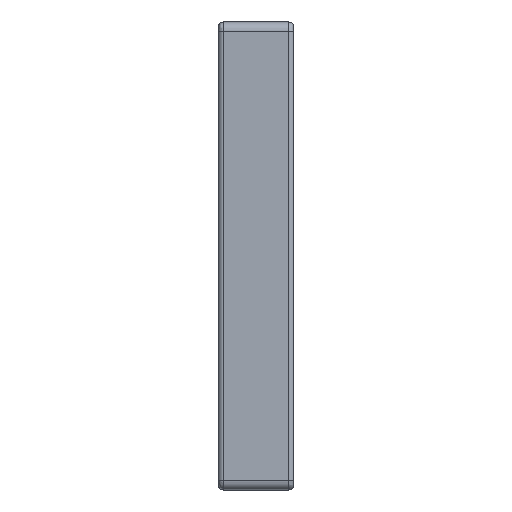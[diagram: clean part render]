
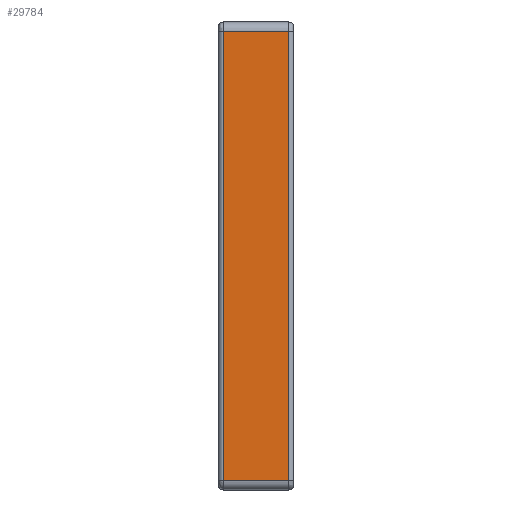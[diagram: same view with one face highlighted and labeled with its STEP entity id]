
A CAD part, left-side view. The second image highlights one B-rep face of the part: STEP entity #29784.
In plain terms, the highlighted free-form (B-spline) face has degree [1, 1] with [2, 2] control points.
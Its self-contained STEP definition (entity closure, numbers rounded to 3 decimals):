
#29784 = ADVANCED_FACE('',(#29785),#29815,.T.);
#29785 = FACE_BOUND('',#29786,.T.);
#29786 = EDGE_LOOP('',(#29787,#29796,#29803,#29810));
#29787 = ORIENTED_EDGE('',*,*,#29788,.F.);
#29788 = EDGE_CURVE('',#29789,#29791,#29793,.T.);
#29789 = VERTEX_POINT('',#29790);
#29790 = CARTESIAN_POINT('',(-38.41,-1.467,
    -10.007));
#29791 = VERTEX_POINT('',#29792);
#29792 = CARTESIAN_POINT('',(-38.41,1.467,
    -10.007));
#29793 = B_SPLINE_CURVE_WITH_KNOTS('',1,(#29794,#29795),.UNSPECIFIED.,
  .F.,.F.,(2,2),(0.25,3.75),.PIECEWISE_BEZIER_KNOTS.);
#29794 = CARTESIAN_POINT('',(-38.41,-1.467,
    -10.007));
#29795 = CARTESIAN_POINT('',(-38.41,1.467,
    -10.007));
#29796 = ORIENTED_EDGE('',*,*,#29797,.T.);
#29797 = EDGE_CURVE('',#29789,#29798,#29800,.T.);
#29798 = VERTEX_POINT('',#29799);
#29799 = CARTESIAN_POINT('',(-38.41,-1.467,
    10.007));
#29800 = B_SPLINE_CURVE_WITH_KNOTS('',1,(#29801,#29802),.UNSPECIFIED.,
  .F.,.F.,(2,2),(-24.37,-0.5),.PIECEWISE_BEZIER_KNOTS.);
#29801 = CARTESIAN_POINT('',(-38.41,-1.467,
    -10.007));
#29802 = CARTESIAN_POINT('',(-38.41,-1.467,
    10.007));
#29803 = ORIENTED_EDGE('',*,*,#29804,.T.);
#29804 = EDGE_CURVE('',#29798,#29805,#29807,.T.);
#29805 = VERTEX_POINT('',#29806);
#29806 = CARTESIAN_POINT('',(-38.41,1.467,
    10.007));
#29807 = B_SPLINE_CURVE_WITH_KNOTS('',1,(#29808,#29809),.UNSPECIFIED.,
  .F.,.F.,(2,2),(0.25,3.75),.PIECEWISE_BEZIER_KNOTS.);
#29808 = CARTESIAN_POINT('',(-38.41,-1.467,
    10.007));
#29809 = CARTESIAN_POINT('',(-38.41,1.467,
    10.007));
#29810 = ORIENTED_EDGE('',*,*,#29811,.F.);
#29811 = EDGE_CURVE('',#29791,#29805,#29812,.T.);
#29812 = B_SPLINE_CURVE_WITH_KNOTS('',1,(#29813,#29814),.UNSPECIFIED.,
  .F.,.F.,(2,2),(-24.37,-0.5),.PIECEWISE_BEZIER_KNOTS.);
#29813 = CARTESIAN_POINT('',(-38.41,1.467,
    -10.007));
#29814 = CARTESIAN_POINT('',(-38.41,1.467,
    10.007));
#29815 = B_SPLINE_SURFACE_WITH_KNOTS('',1,1,(
    (#29816,#29817)
    ,(#29818,#29819
    )),.UNSPECIFIED.,.F.,.F.,.F.,(2,2),(2,2),(-24.37,-0.5),(0.25,3.75),
  .PIECEWISE_BEZIER_KNOTS.);
#29816 = CARTESIAN_POINT('',(-38.41,-1.467,
    -10.007));
#29817 = CARTESIAN_POINT('',(-38.41,1.467,
    -10.007));
#29818 = CARTESIAN_POINT('',(-38.41,-1.467,
    10.007));
#29819 = CARTESIAN_POINT('',(-38.41,1.467,
    10.007));
